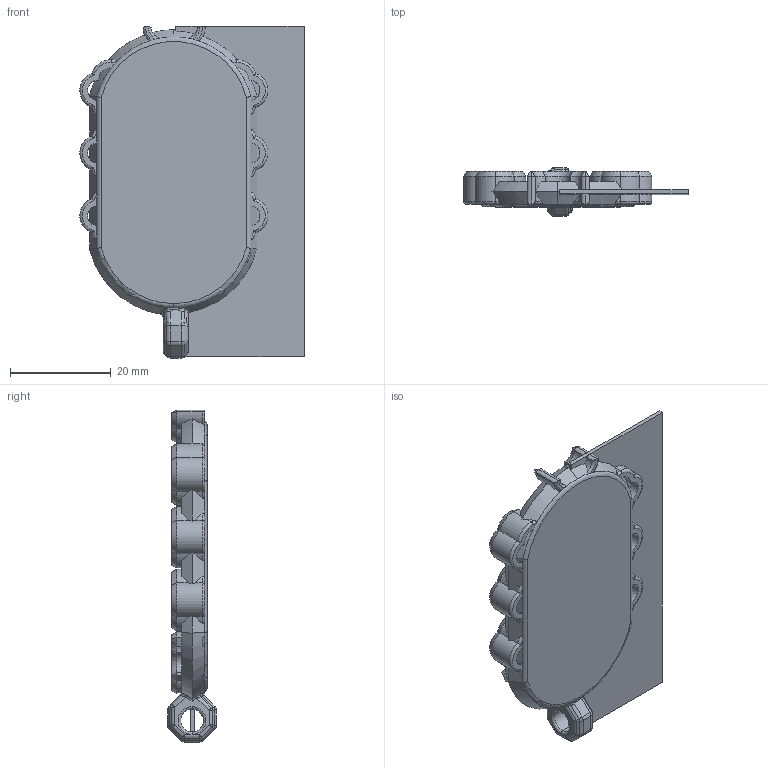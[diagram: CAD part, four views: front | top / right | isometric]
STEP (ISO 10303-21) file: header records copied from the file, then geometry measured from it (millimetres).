
FILE_DESCRIPTION(('FreeCAD Model'),'2;1');
FILE_NAME('Open CASCADE Shape Model','2025-05-04T03:32:10',('FreeCAD'),( 'FreeCAD'),'Open CASCADE STEP processor 7.6','FreeCAD','Unknown');
FILE_SCHEMA(('AUTOMOTIVE_DESIGN { 1 0 10303 214 1 1 1 1 }'));
Length unit declared in the file: millimetre
Products named in the file (1): Open CASCADE STEP translator 7.6 1
Bounding box: 44.53 x 9.66 x 65.91 mm (x, y, z)
Volume: 10062.8 mm3; surface area: 8519.3 mm2
Topology: 13 solids, 13 shells, 657 faces, 1705 edges, 1070 vertices
Faces by surface type: cylinder 268, cone 190, plane 126, torus 35, sphere 24, bspline 14
Entity records: 21081 total; most frequent: CARTESIAN_POINT 5072, DIRECTION 3511, ORIENTED_EDGE 3394, EDGE_CURVE 1697, AXIS2_PLACEMENT_3D 1526, VERTEX_POINT 1070, CIRCLE 882, FACE_BOUND 689
